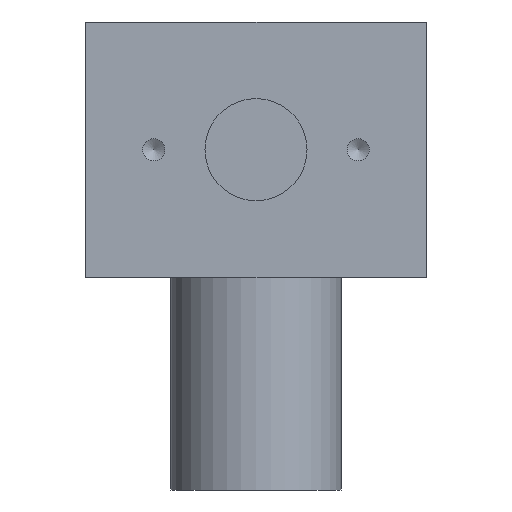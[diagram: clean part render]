
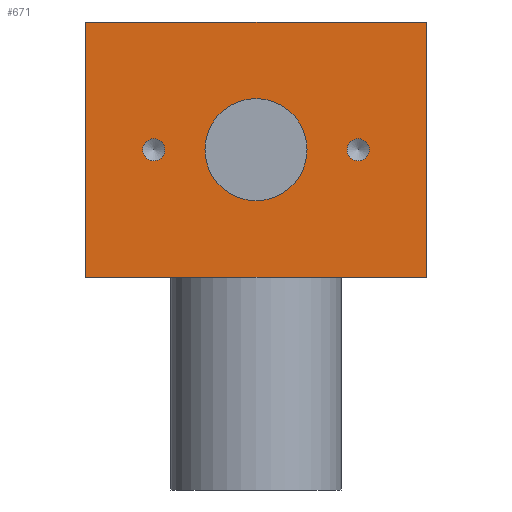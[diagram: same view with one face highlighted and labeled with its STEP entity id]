
A CAD part, left-side view. The second image highlights one B-rep face of the part: STEP entity #671.
In plain terms, the highlighted planar face has unit normal (-1, 0, 0).
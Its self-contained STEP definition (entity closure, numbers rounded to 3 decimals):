
#20=FACE_BOUND('',#165,.T.);
#21=FACE_BOUND('',#166,.T.);
#22=FACE_BOUND('',#167,.T.);
#52=PLANE('',#770);
#116=FACE_OUTER_BOUND('',#164,.T.);
#164=EDGE_LOOP('',(#577,#578,#579,#580));
#165=EDGE_LOOP('',(#581));
#166=EDGE_LOOP('',(#582));
#167=EDGE_LOOP('',(#583));
#223=LINE('',#1152,#263);
#224=LINE('',#1154,#264);
#225=LINE('',#1156,#265);
#226=LINE('',#1157,#266);
#263=VECTOR('',#965,10.);
#264=VECTOR('',#966,10.);
#265=VECTOR('',#967,10.);
#266=VECTOR('',#968,10.);
#283=CIRCLE('',#708,1.3);
#285=CIRCLE('',#712,1.3);
#286=CIRCLE('',#714,6.);
#330=VERTEX_POINT('',#1028);
#333=VERTEX_POINT('',#1037);
#334=VERTEX_POINT('',#1041);
#368=VERTEX_POINT('',#1150);
#369=VERTEX_POINT('',#1151);
#370=VERTEX_POINT('',#1153);
#371=VERTEX_POINT('',#1155);
#391=EDGE_CURVE('',#330,#330,#283,.T.);
#395=EDGE_CURVE('',#333,#333,#285,.T.);
#397=EDGE_CURVE('',#334,#334,#286,.T.);
#447=EDGE_CURVE('',#368,#369,#223,.T.);
#448=EDGE_CURVE('',#368,#370,#224,.T.);
#449=EDGE_CURVE('',#371,#370,#225,.T.);
#450=EDGE_CURVE('',#369,#371,#226,.T.);
#577=ORIENTED_EDGE('',*,*,#447,.F.);
#578=ORIENTED_EDGE('',*,*,#448,.T.);
#579=ORIENTED_EDGE('',*,*,#449,.F.);
#580=ORIENTED_EDGE('',*,*,#450,.F.);
#581=ORIENTED_EDGE('',*,*,#391,.T.);
#582=ORIENTED_EDGE('',*,*,#395,.T.);
#583=ORIENTED_EDGE('',*,*,#397,.T.);
#671=ADVANCED_FACE('',(#116,#20,#21,#22),#52,.T.);
#708=AXIS2_PLACEMENT_3D('',#1029,#818,#819);
#712=AXIS2_PLACEMENT_3D('',#1038,#828,#829);
#714=AXIS2_PLACEMENT_3D('',#1042,#833,#834);
#770=AXIS2_PLACEMENT_3D('',#1149,#963,#964);
#818=DIRECTION('center_axis',(1.,0.,0.));
#819=DIRECTION('ref_axis',(0.,1.,0.));
#828=DIRECTION('center_axis',(1.,0.,0.));
#829=DIRECTION('ref_axis',(0.,-1.,0.));
#833=DIRECTION('center_axis',(1.,0.,0.));
#834=DIRECTION('ref_axis',(0.,-1.,0.));
#963=DIRECTION('center_axis',(-1.,0.,0.));
#964=DIRECTION('ref_axis',(0.,-1.,0.));
#965=DIRECTION('',(0.,1.,0.));
#966=DIRECTION('',(0.,0.,1.));
#967=DIRECTION('',(0.,-1.,0.));
#968=DIRECTION('',(0.,0.,1.));
#1028=CARTESIAN_POINT('',(-57.5,10.7,15.));
#1029=CARTESIAN_POINT('Origin',(-57.5,12.,15.));
#1037=CARTESIAN_POINT('',(-57.5,-10.7,15.));
#1038=CARTESIAN_POINT('Origin',(-57.5,-12.,15.));
#1041=CARTESIAN_POINT('',(-57.5,6.,15.));
#1042=CARTESIAN_POINT('Origin',(-57.5,0.,15.));
#1149=CARTESIAN_POINT('Origin',(-57.5,20.,0.));
#1150=CARTESIAN_POINT('',(-57.5,-20.,0.));
#1151=CARTESIAN_POINT('',(-57.5,20.,0.));
#1152=CARTESIAN_POINT('',(-57.5,-20.,0.));
#1153=CARTESIAN_POINT('',(-57.5,-20.,30.));
#1154=CARTESIAN_POINT('',(-57.5,-20.,0.));
#1155=CARTESIAN_POINT('',(-57.5,20.,30.));
#1156=CARTESIAN_POINT('',(-57.5,-20.,30.));
#1157=CARTESIAN_POINT('',(-57.5,20.,0.));
